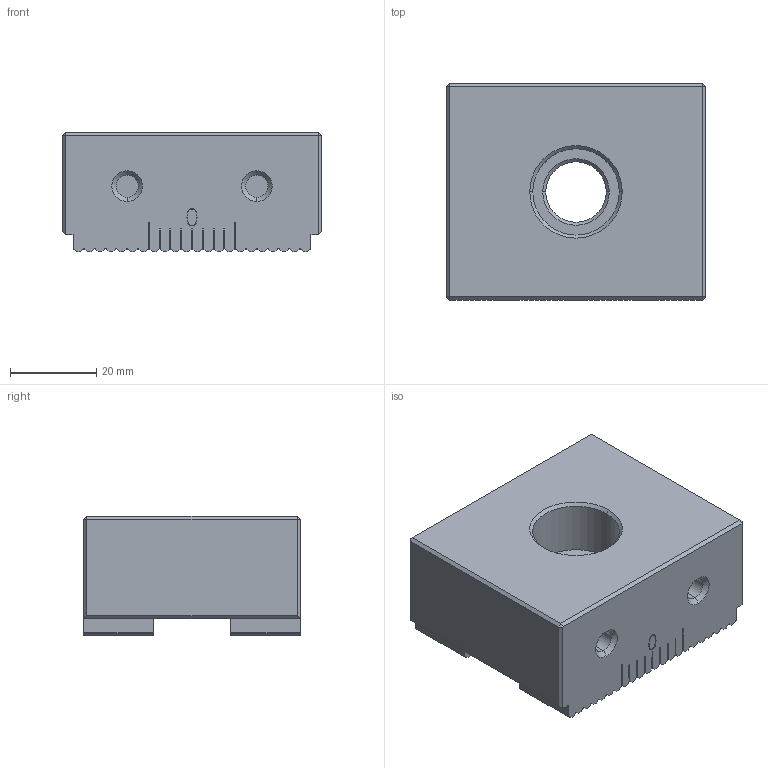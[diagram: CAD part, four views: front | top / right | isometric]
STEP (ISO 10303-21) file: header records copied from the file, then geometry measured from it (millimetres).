
FILE_DESCRIPTION (( 'STEP AP203' ), '1' );
FILE_NAME ('05-0551.STEP', '2024-10-11T20:00:35', ( '' ), ( '' ), 'SwSTEP 2.0', 'SolidWorks 2022', '' );
FILE_SCHEMA (( 'CONFIG_CONTROL_DESIGN' ));
Length unit declared in the file: inch
Products named in the file (2): PHA-50-T04 ___ 60_  (05-0551)_2; 05-0551
Assembly tree (1 placements, depth 2):
  05-0551
    PHA-50-T04 ___ 60_  (05-0551)_2
Bounding box: 60 x 50 x 27.7 mm (x, y, z)
Volume: 70785.2 mm3; surface area: 14154.9 mm2
Topology: 1 solids, 1 shells, 373 faces, 1056 edges, 694 vertices
Faces by surface type: plane 239, cylinder 120, cone 14
Entity records: 12284 total; most frequent: CARTESIAN_POINT 2127, ORIENTED_EDGE 2112, DIRECTION 2100, EDGE_CURVE 1056, VECTOR 766, LINE 766, VERTEX_POINT 694, AXIS2_PLACEMENT_3D 667
